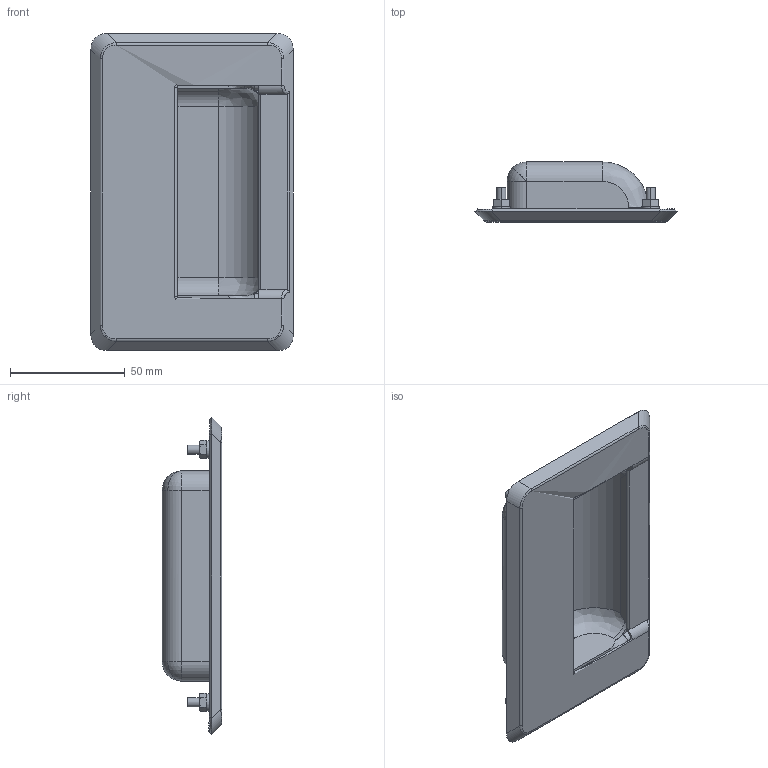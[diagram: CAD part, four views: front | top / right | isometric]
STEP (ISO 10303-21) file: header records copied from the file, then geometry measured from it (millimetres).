
FILE_DESCRIPTION( (''), '2;1');
FILE_NAME ('PC3110.2608.THA_317_1_BK_22361.stp','2026-01-23T16:55:54',(''),(''),'spGate 20.6.3 (****-****-****-****)','','');
FILE_SCHEMA (('AUTOMOTIVE_DESIGN'));
Length unit declared in the file: millimetre
Products named in the file (19): Assembly; PC3110-prt0; PC3110-prt1; PC3110-prt2; PC3110-prt3; PC3110-prt4; PC3110-prt5; PC3110-prt6; PC3110-prt7; PC3110-prt8; PC3110-prt9; PC3110-prt10; PC3110-prt11; PC3110-prt12; PC3110-prt13; PC3110-prt14; PC3110-prt15; PC3110-prt16; THA_317_1_M2
Assembly tree (18 placements, depth 2):
  Assembly
    PC3110-prt0
    PC3110-prt1
    PC3110-prt2
    PC3110-prt3
    PC3110-prt4
    PC3110-prt5
    PC3110-prt6
    PC3110-prt7
    PC3110-prt8
    PC3110-prt9
    PC3110-prt10
    PC3110-prt11
    PC3110-prt12
    PC3110-prt13
    PC3110-prt14
    PC3110-prt15
    PC3110-prt16
    THA_317_1_M2
Bounding box: 88 x 26 x 138 mm (x, y, z)
Volume: 8230.7 mm3; surface area: 55173.3 mm2
Topology: 9 solids, 18 shells, 578 faces, 1441 edges, 886 vertices
Faces by surface type: plane 206, cylinder 174, sphere 105, bspline 93
Entity records: 30954 total; most frequent: CARTESIAN_POINT 5813, ORIENTED_EDGE 2804, DIRECTION 2795, COLOUR_RGB 2008, PRESENTATION_STYLE_ASSIGNMENT 2008, STYLED_ITEM 2008, EDGE_CURVE 1412, DRAUGHTING_PRE_DEFINED_CURVE_FONT 1412
